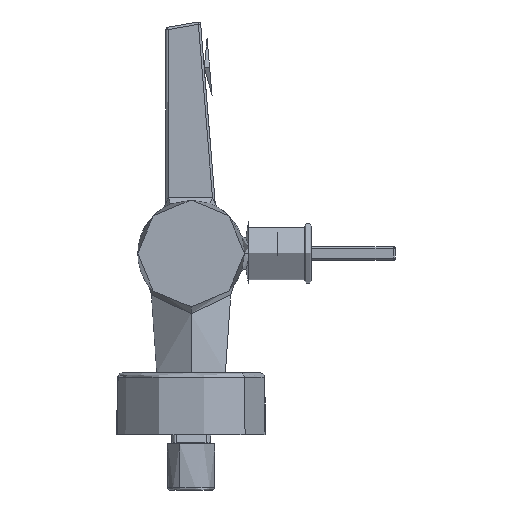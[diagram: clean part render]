
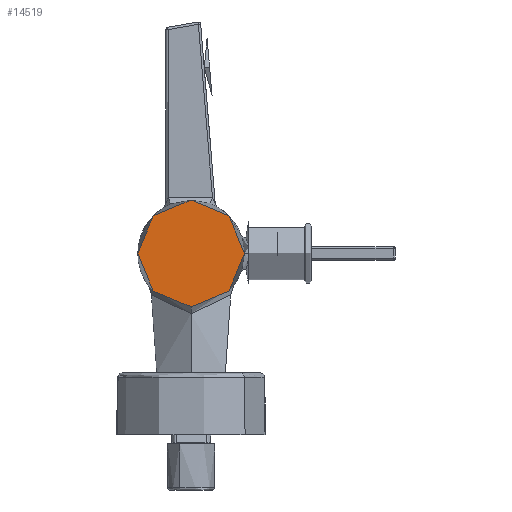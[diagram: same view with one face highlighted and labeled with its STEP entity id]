
A CAD part, left-side view. The second image highlights one B-rep face of the part: STEP entity #14519.
In plain terms, the highlighted planar face has unit normal (-1, 0, 0).
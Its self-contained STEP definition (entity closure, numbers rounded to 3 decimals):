
#579 = ORIENTED_EDGE ( 'NONE', *, *, #3011, .T. ) ;
#3011 = EDGE_CURVE ( 'NONE', #8233, #9562, #16781, .T. ) ;
#4325 = EDGE_CURVE ( 'NONE', #9562, #8233, #13963, .T. ) ;
#4690 = PLANE ( 'NONE',  #19926 ) ;
#5370 = AXIS2_PLACEMENT_3D ( 'NONE', #15982, #15956, #15886 ) ;
#6497 = DIRECTION ( 'NONE',  ( 0., 0., -1. ) ) ;
#7640 = EDGE_LOOP ( 'NONE', ( #21251, #579 ) ) ;
#8220 = CARTESIAN_POINT ( 'NONE',  ( -114., 0., 0. ) ) ;
#8233 = VERTEX_POINT ( 'NONE', #17898 ) ;
#9562 = VERTEX_POINT ( 'NONE', #12464 ) ;
#12218 = AXIS2_PLACEMENT_3D ( 'NONE', #19444, #19264, #19071 ) ;
#12464 = CARTESIAN_POINT ( 'NONE',  ( -114., -23.25, 0. ) ) ;
#13963 = CIRCLE ( 'NONE', #5370, 23.25 ) ;
#14519 = ADVANCED_FACE ( 'NONE', ( #17222 ), #4690, .F. ) ;
#15886 = DIRECTION ( 'NONE',  ( 0., 0., -1. ) ) ;
#15956 = DIRECTION ( 'NONE',  ( -1., 0., 0. ) ) ;
#15982 = CARTESIAN_POINT ( 'NONE',  ( -114., 0., 0. ) ) ;
#16781 = CIRCLE ( 'NONE', #12218, 23.25 ) ;
#17061 = DIRECTION ( 'NONE',  ( 1., 0., 0. ) ) ;
#17222 = FACE_OUTER_BOUND ( 'NONE', #7640, .T. ) ;
#17898 = CARTESIAN_POINT ( 'NONE',  ( -114., 23.25, 0. ) ) ;
#19071 = DIRECTION ( 'NONE',  ( 0., 0., -1. ) ) ;
#19264 = DIRECTION ( 'NONE',  ( -1., 0., 0. ) ) ;
#19444 = CARTESIAN_POINT ( 'NONE',  ( -114., 0., 0. ) ) ;
#19926 = AXIS2_PLACEMENT_3D ( 'NONE', #8220, #17061, #6497 ) ;
#21251 = ORIENTED_EDGE ( 'NONE', *, *, #4325, .T. ) ;
